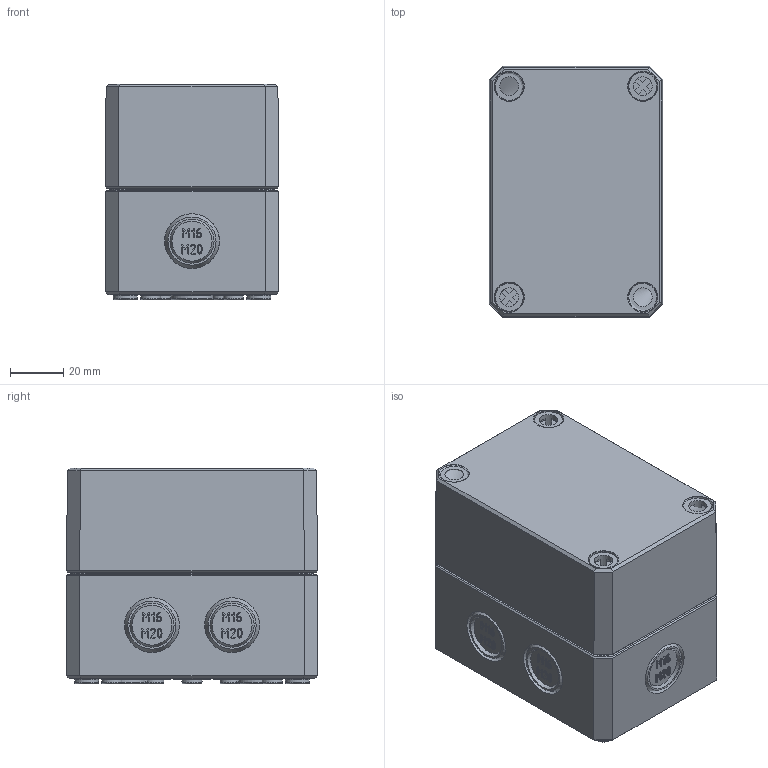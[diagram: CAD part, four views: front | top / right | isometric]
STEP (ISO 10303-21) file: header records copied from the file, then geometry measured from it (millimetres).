
FILE_DESCRIPTION(/* description */ (''),/* implementation_level */ '2;1');
FILE_NAME(/* name */ '0904109780 MBI 090708 MK.stp',/* time_stamp */ '2020-12-17T11:38:55+01:00',/* author */ ('alexander.rose'),/* organization */ (''),/* preprocessor_version */ 'ST-DEVELOPER v17.2',/* originating_system */ 'Autodesk Inventor 2019',/* authorisation */ '');
FILE_SCHEMA (('AUTOMOTIVE_DESIGN { 1 0 10303 214 3 1 1 }'));
Products named in the file (5): 0904109780 MBI 090708 H MK; 0902109762-UT_090742 - KO - Index01; 0903109781-OT_090739 Klar; Schraube _ M10 x 58 _ MBTK -; Dichtung_0907xx
Assembly tree (7 placements, depth 2):
  0904109780 MBI 090708 H MK
    0902109762-UT_090742 - KO - Index01
    0903109781-OT_090739 Klar
    Schraube _ M10 x 58 _ MBTK -  x4
    Dichtung_0907xx
Bounding box: 65 x 94 x 80.8 mm (x, y, z)
Volume: 133573.7 mm3; surface area: 96442 mm2
Topology: 7 solids, 7 shells, 2778 faces, 7015 edges, 4450 vertices
Faces by surface type: plane 1164, bspline 810, cylinder 338, torus 260, cone 182, sphere 24
Full cylindrical faces by diameter (mm): 4.5 x4, 5 x4, 5.8 x8, 6 x2, 7 x4, 8.376 x4, 10.5 x4
Entity records: 80537 total; most frequent: CARTESIAN_POINT 25014, ORIENTED_EDGE 12524, DIRECTION 9548, EDGE_CURVE 6262, VERTEX_POINT 3961, LINE 3204, VECTOR 3204, AXIS2_PLACEMENT_3D 3172
